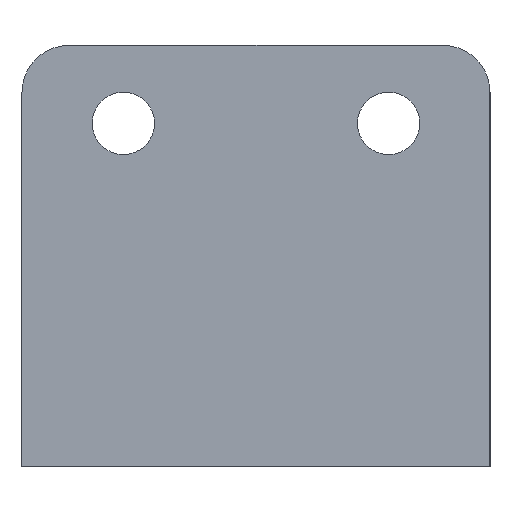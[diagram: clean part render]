
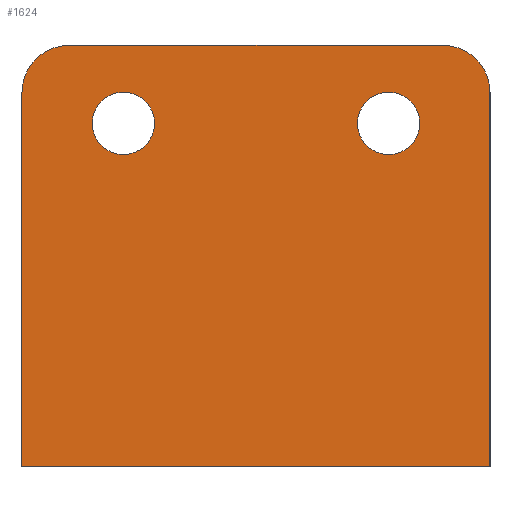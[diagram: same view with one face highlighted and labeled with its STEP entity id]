
A CAD part, left-side view. The second image highlights one B-rep face of the part: STEP entity #1624.
In plain terms, the highlighted planar face has unit normal (-1, 0, 0).
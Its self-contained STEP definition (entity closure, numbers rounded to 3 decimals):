
#47=FACE_BOUND('',#283,.T.);
#48=FACE_BOUND('',#284,.T.);
#90=PLANE('',#1798);
#170=FACE_OUTER_BOUND('',#282,.T.);
#282=EDGE_LOOP('',(#1399,#1400,#1401,#1402,#1403,#1404));
#283=EDGE_LOOP('',(#1405));
#284=EDGE_LOOP('',(#1406));
#372=LINE('',#2544,#520);
#427=LINE('',#2705,#575);
#437=LINE('',#2720,#585);
#438=LINE('',#2721,#586);
#520=VECTOR('',#2064,10.);
#575=VECTOR('',#2233,10.);
#585=VECTOR('',#2253,10.);
#586=VECTOR('',#2254,10.);
#645=CIRCLE('',#1730,3.);
#650=CIRCLE('',#1738,3.);
#663=CIRCLE('',#1762,2.);
#672=CIRCLE('',#1780,2.);
#767=VERTEX_POINT('',#2520);
#768=VERTEX_POINT('',#2521);
#777=VERTEX_POINT('',#2543);
#778=VERTEX_POINT('',#2547);
#797=VERTEX_POINT('',#2606);
#806=VERTEX_POINT('',#2642);
#825=VERTEX_POINT('',#2702);
#826=VERTEX_POINT('',#2704);
#944=EDGE_CURVE('',#767,#768,#645,.T.);
#955=EDGE_CURVE('',#768,#777,#372,.T.);
#957=EDGE_CURVE('',#777,#778,#650,.T.);
#986=EDGE_CURVE('',#797,#797,#663,.T.);
#1004=EDGE_CURVE('',#806,#806,#672,.T.);
#1035=EDGE_CURVE('',#825,#826,#427,.T.);
#1045=EDGE_CURVE('',#826,#767,#437,.T.);
#1046=EDGE_CURVE('',#825,#778,#438,.T.);
#1399=ORIENTED_EDGE('',*,*,#944,.F.);
#1400=ORIENTED_EDGE('',*,*,#1045,.F.);
#1401=ORIENTED_EDGE('',*,*,#1035,.F.);
#1402=ORIENTED_EDGE('',*,*,#1046,.T.);
#1403=ORIENTED_EDGE('',*,*,#957,.F.);
#1404=ORIENTED_EDGE('',*,*,#955,.F.);
#1405=ORIENTED_EDGE('',*,*,#986,.T.);
#1406=ORIENTED_EDGE('',*,*,#1004,.T.);
#1624=ADVANCED_FACE('',(#170,#47,#48),#90,.T.);
#1730=AXIS2_PLACEMENT_3D('',#2522,#2044,#2045);
#1738=AXIS2_PLACEMENT_3D('',#2548,#2068,#2069);
#1762=AXIS2_PLACEMENT_3D('',#2607,#2132,#2133);
#1780=AXIS2_PLACEMENT_3D('',#2643,#2177,#2178);
#1798=AXIS2_PLACEMENT_3D('',#2719,#2251,#2252);
#2044=DIRECTION('center_axis',(1.,0.,0.));
#2045=DIRECTION('ref_axis',(0.,0.707,0.707));
#2064=DIRECTION('',(0.,-1.,0.));
#2068=DIRECTION('center_axis',(1.,0.,0.));
#2069=DIRECTION('ref_axis',(0.,-0.707,0.707));
#2132=DIRECTION('center_axis',(1.,0.,0.));
#2133=DIRECTION('ref_axis',(0.,-1.,0.));
#2177=DIRECTION('center_axis',(1.,0.,0.));
#2178=DIRECTION('ref_axis',(0.,-1.,0.));
#2233=DIRECTION('',(0.,1.,0.));
#2251=DIRECTION('center_axis',(-1.,0.,0.));
#2252=DIRECTION('ref_axis',(0.,-1.,0.));
#2253=DIRECTION('',(0.,0.,1.));
#2254=DIRECTION('',(0.,0.,1.));
#2520=CARTESIAN_POINT('',(-13.5,15.,19.));
#2521=CARTESIAN_POINT('',(-13.5,12.,22.));
#2522=CARTESIAN_POINT('Origin',(-13.5,12.,19.));
#2543=CARTESIAN_POINT('',(-13.5,-12.,22.));
#2544=CARTESIAN_POINT('',(-13.5,15.,22.));
#2547=CARTESIAN_POINT('',(-13.5,-15.,19.));
#2548=CARTESIAN_POINT('Origin',(-13.5,-12.,19.));
#2606=CARTESIAN_POINT('',(-13.5,10.5,17.));
#2607=CARTESIAN_POINT('Origin',(-13.5,8.5,17.));
#2642=CARTESIAN_POINT('',(-13.5,-6.5,17.));
#2643=CARTESIAN_POINT('Origin',(-13.5,-8.5,17.));
#2702=CARTESIAN_POINT('',(-13.5,-15.,-5.));
#2704=CARTESIAN_POINT('',(-13.5,15.,-5.));
#2705=CARTESIAN_POINT('',(-13.5,15.,-5.));
#2719=CARTESIAN_POINT('Origin',(-13.5,15.,0.));
#2720=CARTESIAN_POINT('',(-13.5,15.,0.));
#2721=CARTESIAN_POINT('',(-13.5,-15.,0.));
